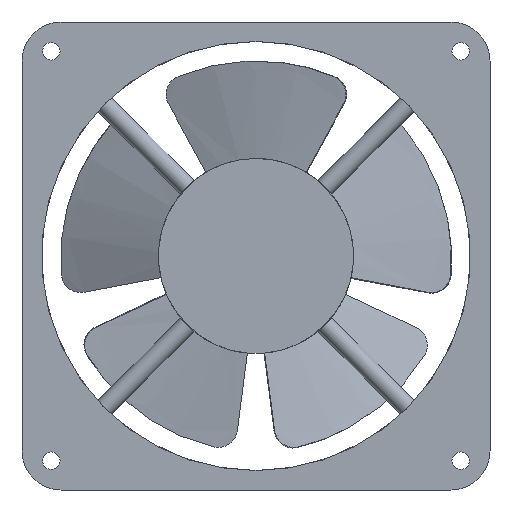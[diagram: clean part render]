
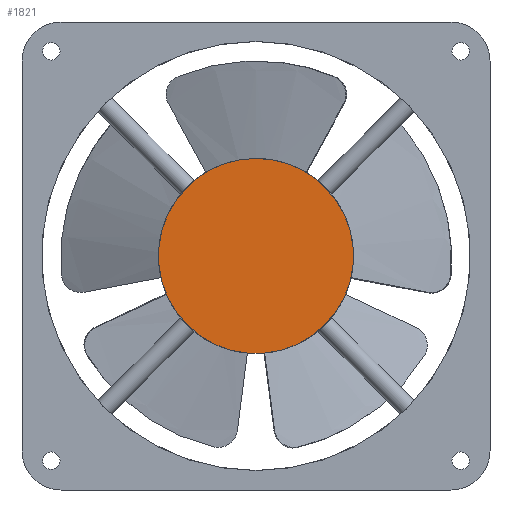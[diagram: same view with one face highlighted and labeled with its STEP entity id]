
A CAD part, front view. The second image highlights one B-rep face of the part: STEP entity #1821.
In plain terms, the highlighted planar face has unit normal (0, -1, 0).
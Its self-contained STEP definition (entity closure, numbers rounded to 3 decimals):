
#200 = CARTESIAN_POINT ( 'NONE',  ( 17.678, -20.5, -17.678 ) ) ;
#359 = DIRECTION ( 'NONE',  ( 0., 0., 1. ) ) ;
#671 = AXIS2_PLACEMENT_3D ( 'NONE', #7759, #2594, #1660 ) ;
#720 = AXIS2_PLACEMENT_3D ( 'NONE', #8340, #9531, #359 ) ;
#924 = CIRCLE ( 'NONE', #10113, 25. ) ;
#1320 = EDGE_CURVE ( 'NONE', #5327, #9331, #7307, .T. ) ;
#1468 = EDGE_CURVE ( 'NONE', #10367, #2859, #2809, .T. ) ;
#1660 = DIRECTION ( 'NONE',  ( 0., 0., 1. ) ) ;
#1821 = ADVANCED_FACE ( 'NONE', ( #8838 ), #12919, .F. ) ;
#2594 = DIRECTION ( 'NONE',  ( 0., 1., 0. ) ) ;
#2809 = CIRCLE ( 'NONE', #11371, 25. ) ;
#2859 = VERTEX_POINT ( 'NONE', #11855 ) ;
#3076 = ORIENTED_EDGE ( 'NONE', *, *, #10230, .F. ) ;
#3333 = ORIENTED_EDGE ( 'NONE', *, *, #1320, .F. ) ;
#3671 = AXIS2_PLACEMENT_3D ( 'NONE', #4428, #4690, #8724 ) ;
#3735 = CARTESIAN_POINT ( 'NONE',  ( 0., -20.5, 0. ) ) ;
#4004 = DIRECTION ( 'NONE',  ( 0., 1., 0. ) ) ;
#4299 = AXIS2_PLACEMENT_3D ( 'NONE', #3735, #7832, #13259 ) ;
#4428 = CARTESIAN_POINT ( 'NONE',  ( 0., -20.5, 0. ) ) ;
#4587 = EDGE_CURVE ( 'NONE', #9331, #10367, #6041, .T. ) ;
#4690 = DIRECTION ( 'NONE',  ( 0., 1., 0. ) ) ;
#4755 = CARTESIAN_POINT ( 'NONE',  ( 0., -20.5, 0. ) ) ;
#5327 = VERTEX_POINT ( 'NONE', #10551 ) ;
#5546 = DIRECTION ( 'NONE',  ( 0., 1., 0. ) ) ;
#6041 = CIRCLE ( 'NONE', #3671, 25. ) ;
#7307 = CIRCLE ( 'NONE', #671, 25. ) ;
#7759 = CARTESIAN_POINT ( 'NONE',  ( 0., -20.5, 0. ) ) ;
#7832 = DIRECTION ( 'NONE',  ( 0., 1., 0. ) ) ;
#8009 = CARTESIAN_POINT ( 'NONE',  ( 0., -20.5, 25. ) ) ;
#8340 = CARTESIAN_POINT ( 'NONE',  ( 0., -20.5, 0. ) ) ;
#8471 = CARTESIAN_POINT ( 'NONE',  ( -17.678, -20.5, -17.678 ) ) ;
#8669 = EDGE_LOOP ( 'NONE', ( #10016, #3076, #12052, #12106, #3333 ) ) ;
#8724 = DIRECTION ( 'NONE',  ( 0., 0., 1. ) ) ;
#8838 = FACE_OUTER_BOUND ( 'NONE', #8669, .T. ) ;
#8857 = DIRECTION ( 'NONE',  ( 0., 0., 1. ) ) ;
#9331 = VERTEX_POINT ( 'NONE', #200 ) ;
#9531 = DIRECTION ( 'NONE',  ( 0., 1., 0. ) ) ;
#9826 = CARTESIAN_POINT ( 'NONE',  ( 0., -20.5, 0. ) ) ;
#9929 = VERTEX_POINT ( 'NONE', #8009 ) ;
#10016 = ORIENTED_EDGE ( 'NONE', *, *, #12192, .F. ) ;
#10113 = AXIS2_PLACEMENT_3D ( 'NONE', #4755, #4004, #8857 ) ;
#10230 = EDGE_CURVE ( 'NONE', #2859, #9929, #12266, .T. ) ;
#10367 = VERTEX_POINT ( 'NONE', #8471 ) ;
#10551 = CARTESIAN_POINT ( 'NONE',  ( 17.678, -20.5, 17.678 ) ) ;
#11371 = AXIS2_PLACEMENT_3D ( 'NONE', #9826, #5546, #11703 ) ;
#11703 = DIRECTION ( 'NONE',  ( 0., 0., 1. ) ) ;
#11855 = CARTESIAN_POINT ( 'NONE',  ( -17.678, -20.5, 17.678 ) ) ;
#12052 = ORIENTED_EDGE ( 'NONE', *, *, #1468, .F. ) ;
#12106 = ORIENTED_EDGE ( 'NONE', *, *, #4587, .F. ) ;
#12192 = EDGE_CURVE ( 'NONE', #9929, #5327, #924, .T. ) ;
#12266 = CIRCLE ( 'NONE', #720, 25. ) ;
#12919 = PLANE ( 'NONE',  #4299 ) ;
#13259 = DIRECTION ( 'NONE',  ( 0., 0., 1. ) ) ;
